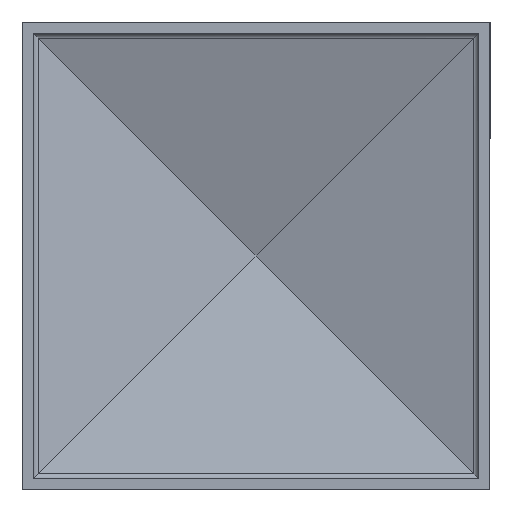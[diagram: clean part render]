
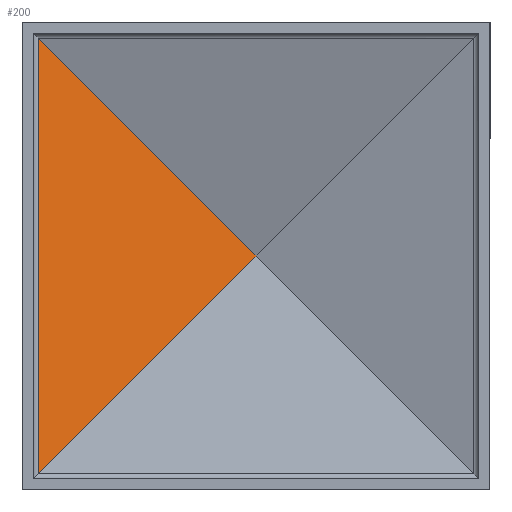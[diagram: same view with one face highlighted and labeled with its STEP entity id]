
A CAD part, front view. The second image highlights one B-rep face of the part: STEP entity #200.
In plain terms, the highlighted planar face has unit normal (0.303, -0.953, 0).
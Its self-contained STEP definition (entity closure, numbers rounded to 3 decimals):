
#200 = ADVANCED_FACE ( 'NONE', ( #4917 ), #9389, .T. ) ;
#411 = VECTOR ( 'NONE', #9797, 1000. ) ;
#470 = DIRECTION ( 'NONE',  ( -0.69, -0.219, 0.69 ) ) ;
#474 = CARTESIAN_POINT ( 'NONE',  ( -29.303, 9.124, 29.303 ) ) ;
#2348 = DIRECTION ( 'NONE',  ( 0.303, -0.953, 0. ) ) ;
#2641 = CARTESIAN_POINT ( 'NONE',  ( 0., 18.431, 0. ) ) ;
#2932 = LINE ( 'NONE', #9560, #411 ) ;
#2980 = EDGE_CURVE ( 'NONE', #4970, #9263, #2932, .T. ) ;
#3227 = EDGE_CURVE ( 'NONE', #4970, #9481, #8837, .T. ) ;
#4892 = AXIS2_PLACEMENT_3D ( 'NONE', #10531, #2348, #6409 ) ;
#4917 = FACE_OUTER_BOUND ( 'NONE', #10075, .T. ) ;
#4970 = VERTEX_POINT ( 'NONE', #5567 ) ;
#5446 = ORIENTED_EDGE ( 'NONE', *, *, #9726, .T. ) ;
#5567 = CARTESIAN_POINT ( 'NONE',  ( -29.303, 9.124, -29.303 ) ) ;
#5637 = CARTESIAN_POINT ( 'NONE',  ( -29.303, 9.124, -31.5 ) ) ;
#5823 = VECTOR ( 'NONE', #470, 1000. ) ;
#6390 = CARTESIAN_POINT ( 'NONE',  ( -0.361, 18.316, 0.361 ) ) ;
#6409 = DIRECTION ( 'NONE',  ( 0.953, 0.303, 0. ) ) ;
#6443 = ORIENTED_EDGE ( 'NONE', *, *, #2980, .T. ) ;
#6469 = LINE ( 'NONE', #6390, #5823 ) ;
#6667 = DIRECTION ( 'NONE',  ( 0., 0., 1. ) ) ;
#8837 = LINE ( 'NONE', #5637, #12477 ) ;
#9263 = VERTEX_POINT ( 'NONE', #2641 ) ;
#9389 = PLANE ( 'NONE',  #4892 ) ;
#9481 = VERTEX_POINT ( 'NONE', #474 ) ;
#9560 = CARTESIAN_POINT ( 'NONE',  ( -30.349, 8.792, -30.349 ) ) ;
#9726 = EDGE_CURVE ( 'NONE', #9263, #9481, #6469, .T. ) ;
#9797 = DIRECTION ( 'NONE',  ( 0.69, 0.219, 0.69 ) ) ;
#10032 = ORIENTED_EDGE ( 'NONE', *, *, #3227, .F. ) ;
#10075 = EDGE_LOOP ( 'NONE', ( #6443, #5446, #10032 ) ) ;
#10531 = CARTESIAN_POINT ( 'NONE',  ( -29.303, 9.124, -31.5 ) ) ;
#12477 = VECTOR ( 'NONE', #6667, 1000. ) ;
